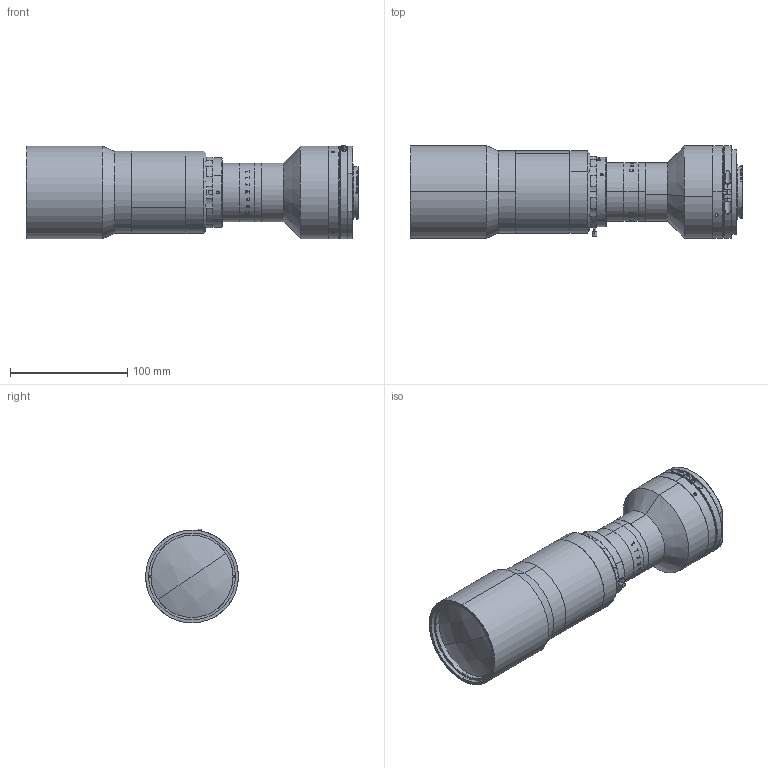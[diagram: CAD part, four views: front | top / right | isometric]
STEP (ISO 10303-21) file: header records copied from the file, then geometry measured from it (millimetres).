
FILE_DESCRIPTION (( 'STEP AP203' ), '1' );
FILE_NAME ('XF-PTL05532-F-VI.STEP', '2019-10-24T08:04:21', ( 'lawlynn' ), ( '' ), 'SwSTEP 2.0', 'SolidWorks 2014', '' );
FILE_SCHEMA (( 'CONFIG_CONTROL_DESIGN' ));
Length unit declared in the file: millimetre
Products named in the file (1): XF-PTL05532-F-VI
Bounding box: 282.89 x 79 x 79.75 mm (x, y, z)
Surface area: 96965.1 mm2 (no closed solid volume)
Topology: 0 solids, 42 shells, 289 faces, 1396 edges, 1136 vertices
Faces by surface type: cylinder 122, plane 101, cone 44, bspline 10, torus 8, sphere 4
Entity records: 22208 total; most frequent: CARTESIAN_POINT 11713, DIRECTION 2029, ORIENTED_EDGE 1898, EDGE_CURVE 1390, VERTEX_POINT 1136, AXIS2_PLACEMENT_3D 780, CIRCLE 500, VECTOR 469
